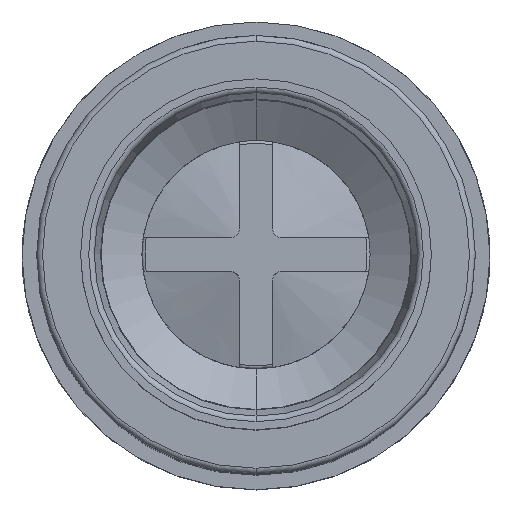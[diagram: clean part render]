
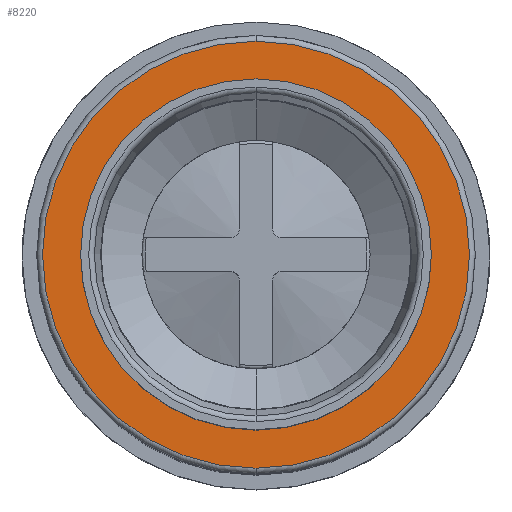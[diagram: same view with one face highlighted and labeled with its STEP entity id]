
A CAD part, top view. The second image highlights one B-rep face of the part: STEP entity #8220.
In plain terms, the highlighted face is planar.
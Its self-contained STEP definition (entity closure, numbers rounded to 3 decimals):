
#870=CARTESIAN_POINT('',(7.3,0.,7.9));
#880=VERTEX_POINT('',#870);
#930=CARTESIAN_POINT('',(0.,0.,7.9));
#940=DIRECTION('',(0.,0.,-1.));
#950=DIRECTION('',(-1.,0.,0.));
#960=AXIS2_PLACEMENT_3D('',#930,#940,#950);
#970=CIRCLE('',#960,7.3);
#980=CARTESIAN_POINT('',(-7.3,0.,7.9));
#990=VERTEX_POINT('',#980);
#1000=EDGE_CURVE('',#880,#990,#970,.T.);
#7770=CARTESIAN_POINT('',(6.,0.,7.9));
#7780=VERTEX_POINT('',#7770);
#7860=CARTESIAN_POINT('',(-6.,0.,7.9));
#7870=VERTEX_POINT('',#7860);
#7900=CARTESIAN_POINT('',(0.,0.,7.9));
#7910=DIRECTION('',(0.,0.,-1.));
#7920=DIRECTION('',(-1.,0.,0.));
#7930=AXIS2_PLACEMENT_3D('',#7900,#7910,#7920);
#7940=CIRCLE('',#7930,6.);
#7950=EDGE_CURVE('',#7780,#7870,#7940,.T.);
#8070=CARTESIAN_POINT('',(0.,4.,7.9));
#8080=DIRECTION('',(0.,0.,-1.));
#8090=DIRECTION('',(-1.,0.,0.));
#8100=AXIS2_PLACEMENT_3D('',#8070,#8080,#8090);
#8110=PLANE('',#8100);
#8120=EDGE_CURVE('',#7870,#7780,#7940,.T.);
#8130=ORIENTED_EDGE('',*,*,#8120,.F.);
#8140=ORIENTED_EDGE('',*,*,#7950,.F.);
#8150=EDGE_LOOP('',(#8140,#8130));
#8160=FACE_BOUND('',#8150,.T.);
#8170=EDGE_CURVE('',#990,#880,#970,.T.);
#8180=ORIENTED_EDGE('',*,*,#8170,.T.);
#8190=ORIENTED_EDGE('',*,*,#1000,.T.);
#8200=EDGE_LOOP('',(#8190,#8180));
#8210=FACE_OUTER_BOUND('',#8200,.T.);
#8220=ADVANCED_FACE('',(#8160,#8210),#8110,.T.);
